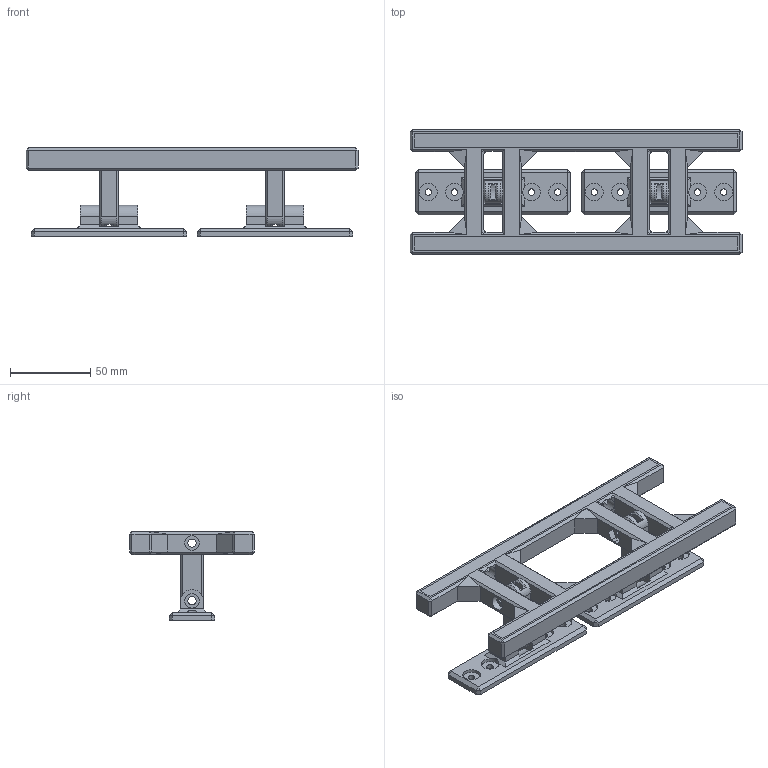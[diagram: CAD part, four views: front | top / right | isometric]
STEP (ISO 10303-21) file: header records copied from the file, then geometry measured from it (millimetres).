
FILE_DESCRIPTION(/* description */ (''),/* implementation_level */ '2;1');
FILE_NAME(/* name */ 'parametric_led_bar_v5.step',/* time_stamp */ '2023-03-31T23:29:21+02:00',/* author */ (''),/* organization */ (''),/* preprocessor_version */ 'ST-DEVELOPER v19.2',/* originating_system */ 'Autodesk Translation Framework v11.17.0.187',/* authorisation */ '');
FILE_SCHEMA (('AUTOMOTIVE_DESIGN { 1 0 10303 214 3 1 1 }'));
Length unit declared in the file: millimetre
Products named in the file (6): LED Lamp V2; led_strip; transparent_cover; led_bar; middle_bracket; mounting_bracket
Assembly tree (5 placements, depth 2):
  LED Lamp V2
    led_strip
    transparent_cover
    led_bar
    middle_bracket
    mounting_bracket
Bounding box: 206.33 x 77.66 x 55 mm (x, y, z)
Volume: 145726.1 mm3; surface area: 80143.1 mm2
Topology: 9 solids, 9 shells, 444 faces, 1008 edges, 588 vertices
Faces by surface type: plane 374, cylinder 50, cone 20
Full cylindrical faces by diameter (mm): 4 x8, 5.1 x16, 9 x4, 11 x8, 11.828 x4
Entity records: 12347 total; most frequent: DIRECTION 2088, CARTESIAN_POINT 2084, ORIENTED_EDGE 2016, EDGE_CURVE 1008, LINE 808, VECTOR 808, AXIS2_PLACEMENT_3D 640, VERTEX_POINT 588
